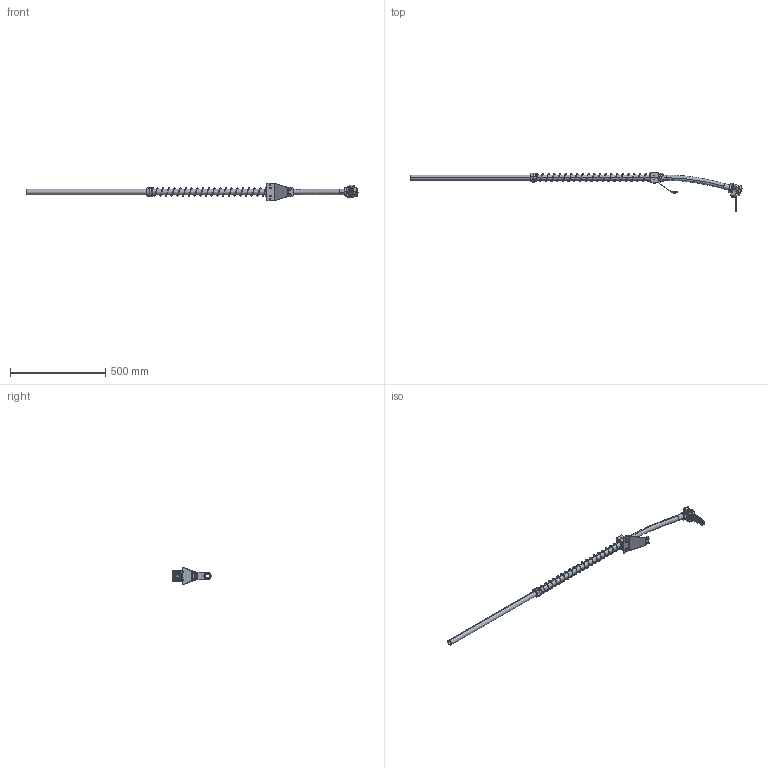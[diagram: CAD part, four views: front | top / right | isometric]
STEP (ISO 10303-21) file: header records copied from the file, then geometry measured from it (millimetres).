
FILE_DESCRIPTION (( 'STEP AP203' ), '1' );
FILE_NAME ('P2153.STEP', '2019-06-26T10:26:46', ( 'RSPlokal' ), ( 'Microsoft' ), 'SwSTEP 2.0', 'SolidWorks 2017', '' );
FILE_SCHEMA (( 'CONFIG_CONTROL_DESIGN' ));
Products named in the file (1): P2153
Bounding box: 1741.15 x 200.2 x 94 mm (x, y, z)
Surface area: 419945.1 mm2 (no closed solid volume)
Topology: 0 solids, 40 shells, 1395 faces, 3476 edges, 2100 vertices
Faces by surface type: cylinder 378, plane 345, bspline 266, torus 258, cone 118, sphere 30
Entity records: 57612 total; most frequent: CARTESIAN_POINT 25676, DIRECTION 6774, ORIENTED_EDGE 6680, EDGE_CURVE 3352, AXIS2_PLACEMENT_3D 2796, VERTEX_POINT 2094, CIRCLE 1666, EDGE_LOOP 1534
